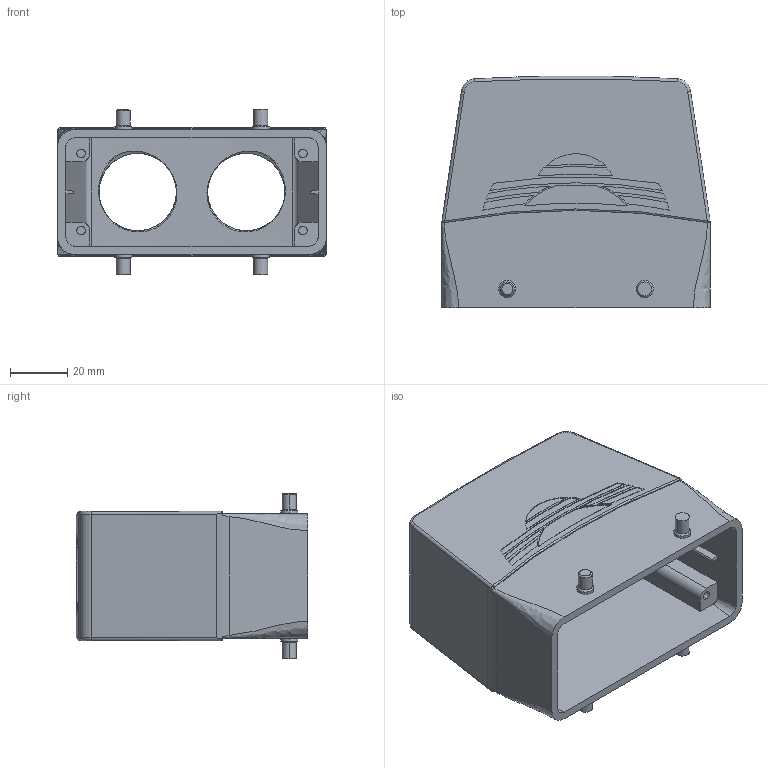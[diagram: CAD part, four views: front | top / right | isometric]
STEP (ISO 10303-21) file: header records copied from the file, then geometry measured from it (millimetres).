
FILE_DESCRIPTION (( 'STEP AP214' ), '1' );
FILE_NAME ('ZP-MC16B-2-DTE21M2.step', '2015-08-12T18:09:50', ( '' ), ( '' ), 'SwSTEP 2.0', 'SolidWorks 2014', '' );
FILE_SCHEMA (( 'AUTOMOTIVE_DESIGN' ));
Length unit declared in the file: millimetre
Products named in the file (1): ZP-MC16B-2-DTE21M2
Bounding box: 94 x 80.98 x 57.95 mm (x, y, z)
Volume: 82632.6 mm3; surface area: 46904.6 mm2
Topology: 1 solids, 1 shells, 211 faces, 522 edges, 338 vertices
Faces by surface type: cylinder 118, plane 57, bspline 18, cone 10, torus 8
Entity records: 12391 total; most frequent: CARTESIAN_POINT 5570, ORIENTED_EDGE 1044, DIRECTION 1016, EDGE_CURVE 522, AXIS2_PLACEMENT_3D 410, VERTEX_POINT 338, EDGE_LOOP 240, CIRCLE 216
